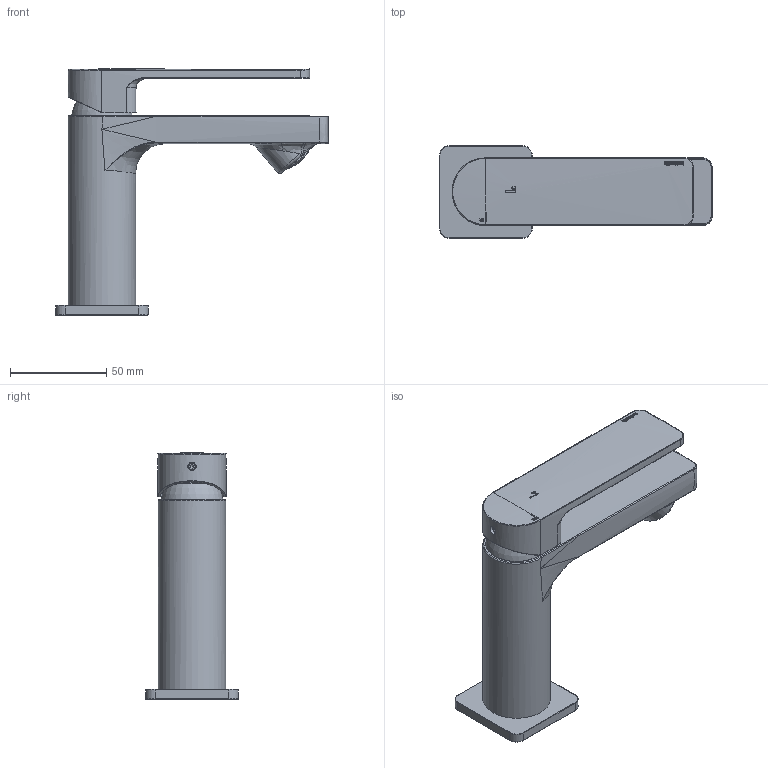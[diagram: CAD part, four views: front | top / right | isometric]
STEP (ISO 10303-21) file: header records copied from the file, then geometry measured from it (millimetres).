
FILE_DESCRIPTION(/* description */ ('Unknown'),/* implementation_level */ '2;1');
FILE_NAME(/* name */ 'GL002-00',/* time_stamp */ '2021-04-06T08:14:55+02:00',/* author */ ('Unknown'),/* organization */ ('Unknown'),/* preprocessor_version */ 'ST-DEVELOPER v16.7',/* originating_system */ 'DEX',/* authorisation */ $);
FILE_SCHEMA (('AUTOMOTIVE_DESIGN {1 0 10303 214 3 1 1}'));
Length unit declared in the file: millimetre
Products named in the file (11): GL002-00; GL003-02; GL003-05; GL003-09; CB003-002; CB003-002-1; CB003-002-2; CB003-002-3; CB003-002-4; GL018-01; GL003-03
Assembly tree (10 placements, depth 3):
  GL002-00
    GL003-02
    GL003-05
    GL003-09
    CB003-002
      CB003-002-1
      CB003-002-2
      CB003-002-3
      CB003-002-4
    GL018-01
    GL003-03
Bounding box: 141.44 x 48 x 127.58 mm (x, y, z)
Volume: 97629 mm3; surface area: 65628.4 mm2
Topology: 9 solids, 9 shells, 821 faces, 2013 edges, 1197 vertices
Faces by surface type: bspline 263, plane 221, cylinder 162, torus 80, cone 66, sphere 29
Full cylindrical faces by diameter (mm): 3.242 x1, 4 x4, 4.2 x1, 4.917 x2, 5.5 x2, 6 x2, 6.917 x4, 9 x2, 11.027 x2, 12 x2, 12.159 x1, 12.196 x1, 12.45 x1, 13.464 x1, 14.577 x1, 15.033 x1, 15.218 x1, 15.229 x1, 15.417 x2, 16.5 x2, 16.75 x1, 24.5 x1, 24.917 x2, 25.2 x1, 27.4 x1, 27.917 x2, 28.5 x1, 29 x1, 30 x3, 31.7 x1
Entity records: 32228 total; most frequent: CARTESIAN_POINT 9877, ORIENTED_EDGE 3628, DIRECTION 3198, EDGE_CURVE 1814, AXIS2_PLACEMENT_3D 1341, VERTEX_POINT 1152, FACE_BOUND 982, EDGE_LOOP 975
